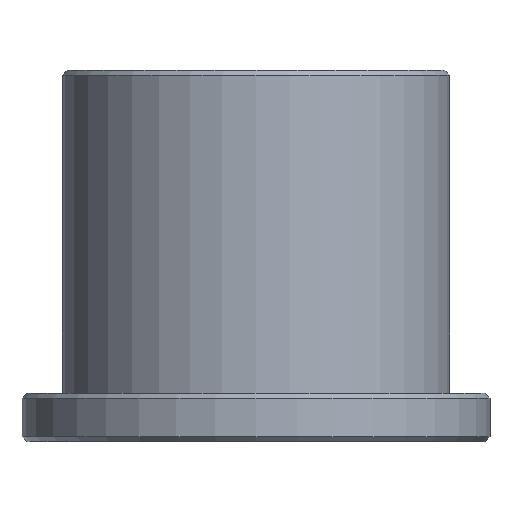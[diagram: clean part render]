
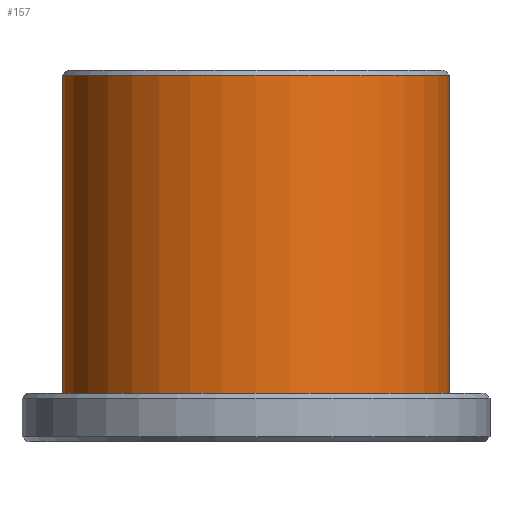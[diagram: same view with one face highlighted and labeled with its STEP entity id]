
A CAD part, front view. The second image highlights one B-rep face of the part: STEP entity #157.
In plain terms, the highlighted cylindrical face has radius 12 mm (diameter 24 mm), a partial arc.
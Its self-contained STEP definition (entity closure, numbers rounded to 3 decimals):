
#5 = DIRECTION ( 'NONE',  ( -1., 0., 0. ) ) ;
#101 = VERTEX_POINT ( 'NONE', #587 ) ;
#105 = CARTESIAN_POINT ( 'NONE',  ( 12., 0., 3. ) ) ;
#142 = ORIENTED_EDGE ( 'NONE', *, *, #1020, .T. ) ;
#157 = ADVANCED_FACE ( 'NONE', ( #592 ), #1434, .T. ) ;
#170 = CARTESIAN_POINT ( 'NONE',  ( 12., 0., 23. ) ) ;
#236 = ORIENTED_EDGE ( 'NONE', *, *, #1230, .F. ) ;
#273 = DIRECTION ( 'NONE',  ( 0., 0., -1. ) ) ;
#275 = CARTESIAN_POINT ( 'NONE',  ( 12., 0., 22.7 ) ) ;
#331 = VERTEX_POINT ( 'NONE', #105 ) ;
#342 = VECTOR ( 'NONE', #750, 1000. ) ;
#360 = DIRECTION ( 'NONE',  ( -1., 0., 0. ) ) ;
#368 = CARTESIAN_POINT ( 'NONE',  ( 0., 0., 23. ) ) ;
#381 = DIRECTION ( 'NONE',  ( 0., 0., -1. ) ) ;
#434 = EDGE_CURVE ( 'NONE', #331, #101, #576, .T. ) ;
#474 = CIRCLE ( 'NONE', #1332, 12. ) ;
#511 = DIRECTION ( 'NONE',  ( 0., 0., -1. ) ) ;
#575 = VERTEX_POINT ( 'NONE', #733 ) ;
#576 = CIRCLE ( 'NONE', #1388, 12. ) ;
#587 = CARTESIAN_POINT ( 'NONE',  ( -12., 0., 3. ) ) ;
#592 = FACE_OUTER_BOUND ( 'NONE', #736, .T. ) ;
#633 = EDGE_CURVE ( 'NONE', #575, #101, #1224, .T. ) ;
#733 = CARTESIAN_POINT ( 'NONE',  ( -12., 0., 22.7 ) ) ;
#736 = EDGE_LOOP ( 'NONE', ( #236, #142, #837, #1436 ) ) ;
#750 = DIRECTION ( 'NONE',  ( 0., 0., -1. ) ) ;
#837 = ORIENTED_EDGE ( 'NONE', *, *, #633, .T. ) ;
#887 = VERTEX_POINT ( 'NONE', #275 ) ;
#1020 = EDGE_CURVE ( 'NONE', #887, #575, #474, .T. ) ;
#1157 = AXIS2_PLACEMENT_3D ( 'NONE', #368, #381, #360 ) ;
#1185 = CARTESIAN_POINT ( 'NONE',  ( 0., 0., 22.7 ) ) ;
#1187 = CARTESIAN_POINT ( 'NONE',  ( -12., 0., 23. ) ) ;
#1188 = VECTOR ( 'NONE', #273, 1000. ) ;
#1224 = LINE ( 'NONE', #1187, #342 ) ;
#1230 = EDGE_CURVE ( 'NONE', #887, #331, #1382, .T. ) ;
#1300 = DIRECTION ( 'NONE',  ( 1., 0., 0. ) ) ;
#1332 = AXIS2_PLACEMENT_3D ( 'NONE', #1185, #511, #1300 ) ;
#1359 = CARTESIAN_POINT ( 'NONE',  ( 0., 0., 3. ) ) ;
#1382 = LINE ( 'NONE', #170, #1188 ) ;
#1388 = AXIS2_PLACEMENT_3D ( 'NONE', #1359, #1442, #5 ) ;
#1434 = CYLINDRICAL_SURFACE ( 'NONE', #1157, 12. ) ;
#1436 = ORIENTED_EDGE ( 'NONE', *, *, #434, .F. ) ;
#1442 = DIRECTION ( 'NONE',  ( 0., 0., -1. ) ) ;
